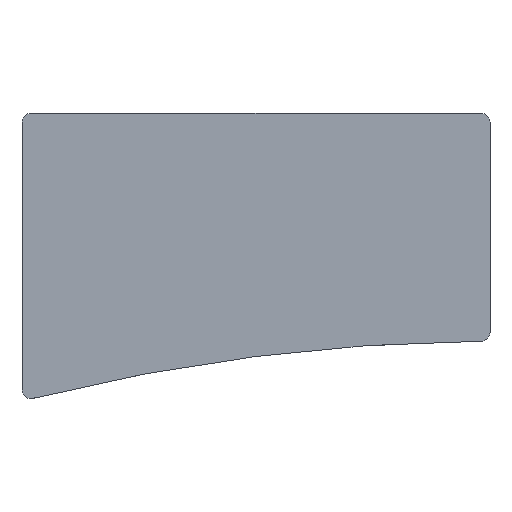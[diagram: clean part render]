
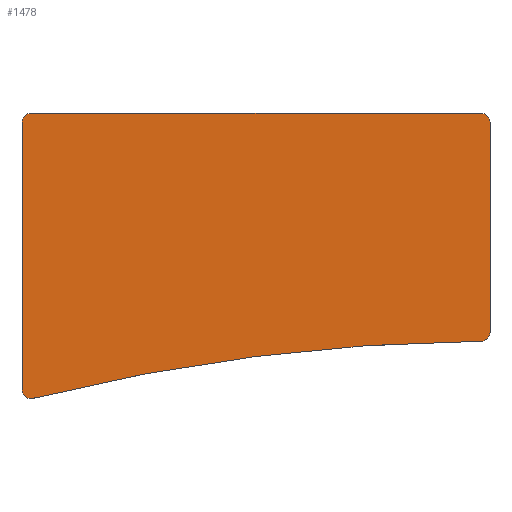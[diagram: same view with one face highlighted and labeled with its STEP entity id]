
A CAD part, front view. The second image highlights one B-rep face of the part: STEP entity #1478.
In plain terms, the highlighted planar face has unit normal (0, -1, 0).
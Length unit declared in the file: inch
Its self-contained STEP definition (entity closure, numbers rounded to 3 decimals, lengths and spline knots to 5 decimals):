
#21 = CIRCLE ( 'NONE', #1474, 8.51969 ) ;
#23 = CARTESIAN_POINT ( 'NONE',  ( -1.00394, -0.32087, -0.03937 ) ) ;
#375 = CARTESIAN_POINT ( 'NONE',  ( -1.04331, -0.32087, -1.23286 ) ) ;
#396 = AXIS2_PLACEMENT_3D ( 'NONE', #4236, #2009, #4200 ) ;
#415 = DIRECTION ( 'NONE',  ( 0., 0., -1. ) ) ;
#485 = EDGE_CURVE ( 'NONE', #4495, #1722, #3823, .T. ) ;
#592 = DIRECTION ( 'NONE',  ( 0., -1., 0. ) ) ;
#714 = VECTOR ( 'NONE', #2676, 39.37008 ) ;
#779 = AXIS2_PLACEMENT_3D ( 'NONE', #4320, #2474, #2121 ) ;
#851 = VERTEX_POINT ( 'NONE', #3519 ) ;
#869 = VERTEX_POINT ( 'NONE', #4609 ) ;
#1033 = ORIENTED_EDGE ( 'NONE', *, *, #1964, .F. ) ;
#1241 = CARTESIAN_POINT ( 'NONE',  ( -0.99437, -0.32087, -1.27105 ) ) ;
#1273 = CIRCLE ( 'NONE', #779, 0.03937 ) ;
#1335 = DIRECTION ( 'NONE',  ( 0., -1., 0. ) ) ;
#1350 = FACE_OUTER_BOUND ( 'NONE', #3500, .T. ) ;
#1360 = DIRECTION ( 'NONE',  ( 0., 0., -1. ) ) ;
#1378 = ORIENTED_EDGE ( 'NONE', *, *, #3573, .T. ) ;
#1474 = AXIS2_PLACEMENT_3D ( 'NONE', #4244, #592, #1360 ) ;
#1478 = ADVANCED_FACE ( 'NONE', ( #1350 ), #3229, .F. ) ;
#1528 = ORIENTED_EDGE ( 'NONE', *, *, #4532, .T. ) ;
#1612 = EDGE_CURVE ( 'NONE', #2949, #2083, #3065, .T. ) ;
#1722 = VERTEX_POINT ( 'NONE', #2289 ) ;
#1723 = DIRECTION ( 'NONE',  ( 0., 0., -1. ) ) ;
#1784 = CARTESIAN_POINT ( 'NONE',  ( -1.04331, -0.32087, -1.27986 ) ) ;
#1852 = AXIS2_PLACEMENT_3D ( 'NONE', #1876, #3726, #3343 ) ;
#1876 = CARTESIAN_POINT ( 'NONE',  ( 1.00394, -0.32087, -0.03937 ) ) ;
#1927 = CIRCLE ( 'NONE', #3352, 0.03937 ) ;
#1964 = EDGE_CURVE ( 'NONE', #4495, #3022, #21, .T. ) ;
#1984 = VERTEX_POINT ( 'NONE', #4277 ) ;
#2009 = DIRECTION ( 'NONE',  ( 0., -1., 0. ) ) ;
#2083 = VERTEX_POINT ( 'NONE', #2112 ) ;
#2112 = CARTESIAN_POINT ( 'NONE',  ( 1.00394, -0.32087, 0. ) ) ;
#2117 = DIRECTION ( 'NONE',  ( 0., 1., 0. ) ) ;
#2121 = DIRECTION ( 'NONE',  ( 0., 0., -1. ) ) ;
#2131 = CIRCLE ( 'NONE', #2526, 0.03937 ) ;
#2190 = LINE ( 'NONE', #3269, #3681 ) ;
#2191 = VERTEX_POINT ( 'NONE', #375 ) ;
#2289 = CARTESIAN_POINT ( 'NONE',  ( 1.04331, -0.32087, -0.97662 ) ) ;
#2474 = DIRECTION ( 'NONE',  ( 0., -1., 0. ) ) ;
#2526 = AXIS2_PLACEMENT_3D ( 'NONE', #4639, #1335, #1723 ) ;
#2628 = CARTESIAN_POINT ( 'NONE',  ( 1.04331, -0.32087, -0.63993 ) ) ;
#2676 = DIRECTION ( 'NONE',  ( 0., 0., -1. ) ) ;
#2730 = EDGE_CURVE ( 'NONE', #2949, #869, #1927, .T. ) ;
#2886 = EDGE_CURVE ( 'NONE', #1984, #1722, #4267, .T. ) ;
#2899 = DIRECTION ( 'NONE',  ( 0., 0., 1. ) ) ;
#2949 = VERTEX_POINT ( 'NONE', #3015 ) ;
#3015 = CARTESIAN_POINT ( 'NONE',  ( -1.00394, -0.32087, 0. ) ) ;
#3022 = VERTEX_POINT ( 'NONE', #1241 ) ;
#3065 = LINE ( 'NONE', #4365, #4618 ) ;
#3229 = PLANE ( 'NONE',  #4480 ) ;
#3269 = CARTESIAN_POINT ( 'NONE',  ( -1.04331, -0.32087, -0.63993 ) ) ;
#3343 = DIRECTION ( 'NONE',  ( 0., 0., -1. ) ) ;
#3352 = AXIS2_PLACEMENT_3D ( 'NONE', #23, #4407, #415 ) ;
#3397 = ORIENTED_EDGE ( 'NONE', *, *, #2730, .T. ) ;
#3493 = ORIENTED_EDGE ( 'NONE', *, *, #3768, .F. ) ;
#3500 = EDGE_LOOP ( 'NONE', ( #1378, #1528, #1033, #4378, #3632, #4468, #3510, #3397, #3493 ) ) ;
#3510 = ORIENTED_EDGE ( 'NONE', *, *, #1612, .F. ) ;
#3519 = CARTESIAN_POINT ( 'NONE',  ( -1.00394, -0.32087, -1.27223 ) ) ;
#3573 = EDGE_CURVE ( 'NONE', #2191, #851, #1273, .T. ) ;
#3632 = ORIENTED_EDGE ( 'NONE', *, *, #2886, .F. ) ;
#3659 = DIRECTION ( 'NONE',  ( 0., 0., 1. ) ) ;
#3681 = VECTOR ( 'NONE', #3659, 39.37008 ) ;
#3726 = DIRECTION ( 'NONE',  ( 0., -1., 0. ) ) ;
#3768 = EDGE_CURVE ( 'NONE', #2191, #869, #2190, .T. ) ;
#3823 = CIRCLE ( 'NONE', #396, 0.03937 ) ;
#3893 = EDGE_CURVE ( 'NONE', #1984, #2083, #3911, .T. ) ;
#3911 = CIRCLE ( 'NONE', #1852, 0.03937 ) ;
#4200 = DIRECTION ( 'NONE',  ( 1., 0., 0. ) ) ;
#4236 = CARTESIAN_POINT ( 'NONE',  ( 1.00394, -0.32087, -0.97662 ) ) ;
#4244 = CARTESIAN_POINT ( 'NONE',  ( 1.07591, -0.32087, -9.53537 ) ) ;
#4267 = LINE ( 'NONE', #2628, #714 ) ;
#4277 = CARTESIAN_POINT ( 'NONE',  ( 1.04331, -0.32087, -0.03937 ) ) ;
#4320 = CARTESIAN_POINT ( 'NONE',  ( -1.00394, -0.32087, -1.23286 ) ) ;
#4365 = CARTESIAN_POINT ( 'NONE',  ( 0., -0.32087, 0. ) ) ;
#4378 = ORIENTED_EDGE ( 'NONE', *, *, #485, .T. ) ;
#4407 = DIRECTION ( 'NONE',  ( 0., -1., 0. ) ) ;
#4468 = ORIENTED_EDGE ( 'NONE', *, *, #3893, .T. ) ;
#4480 = AXIS2_PLACEMENT_3D ( 'NONE', #1784, #2117, #2899 ) ;
#4495 = VERTEX_POINT ( 'NONE', #4572 ) ;
#4532 = EDGE_CURVE ( 'NONE', #851, #3022, #2131, .T. ) ;
#4572 = CARTESIAN_POINT ( 'NONE',  ( 1.00427, -0.32087, -1.01599 ) ) ;
#4609 = CARTESIAN_POINT ( 'NONE',  ( -1.04331, -0.32087, -0.03937 ) ) ;
#4618 = VECTOR ( 'NONE', #4733, 39.37008 ) ;
#4639 = CARTESIAN_POINT ( 'NONE',  ( -1.00394, -0.32087, -1.23286 ) ) ;
#4733 = DIRECTION ( 'NONE',  ( 1., 0., 0. ) ) ;
